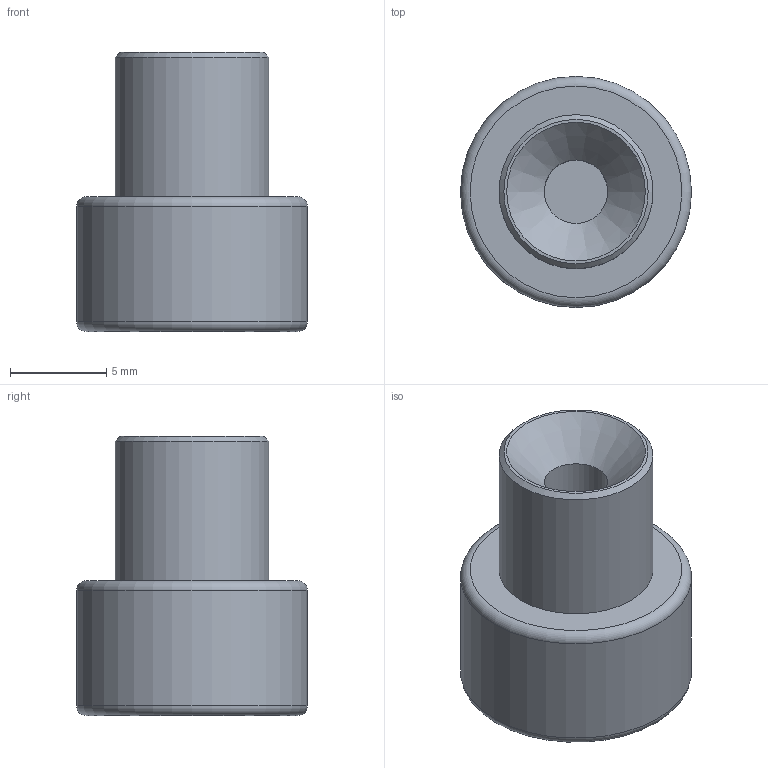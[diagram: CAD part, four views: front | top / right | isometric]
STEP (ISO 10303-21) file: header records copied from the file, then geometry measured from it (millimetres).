
FILE_DESCRIPTION(/* description */ ('','CAx-IF Rec.Pracs.---Representation and Presentation of Product Manufacturing Information (PMI)---4.0---2014-10-13'),/* implementation_level */ '2;1');
FILE_NAME(/* name */ 'GM17499.stp',/* time_stamp */ '2020-09-03T11:20:16+02:00',/* author */ ('tm'),/* organization */ (''),/* preprocessor_version */ 'ST-DEVELOPER v17.2',/* originating_system */ 'Autodesk Inventor 2019',/* authorisation */ '');
FILE_SCHEMA (('AP242_MANAGED_MODEL_BASED_3D_ENGINEERING_MIM_LF { 1 0 10303 442 1 1 4 }'));
Length unit declared in the file: millimetre
Products named in the file (3): GM17499; E0135120; E0135121
Assembly tree (2 placements, depth 2):
  GM17499
    E0135120
    E0135121
Bounding box: 12 x 12 x 14.5 mm (x, y, z)
Volume: 1059.5 mm3; surface area: 1285.2 mm2
Topology: 2 solids, 2 shells, 18 faces, 35 edges, 25 vertices
Faces by surface type: plane 8, cylinder 6, torus 2, cone 2
Full cylindrical faces by diameter (mm): 3.3 x1, 8 x2, 10 x2, 12 x1
Entity records: 607 total; most frequent: DIRECTION 108, CARTESIAN_POINT 78, ORIENTED_EDGE 60, AXIS2_PLACEMENT_3D 50, EDGE_CURVE 30, CIRCLE 27, EDGE_LOOP 22, VERTEX_POINT 20
